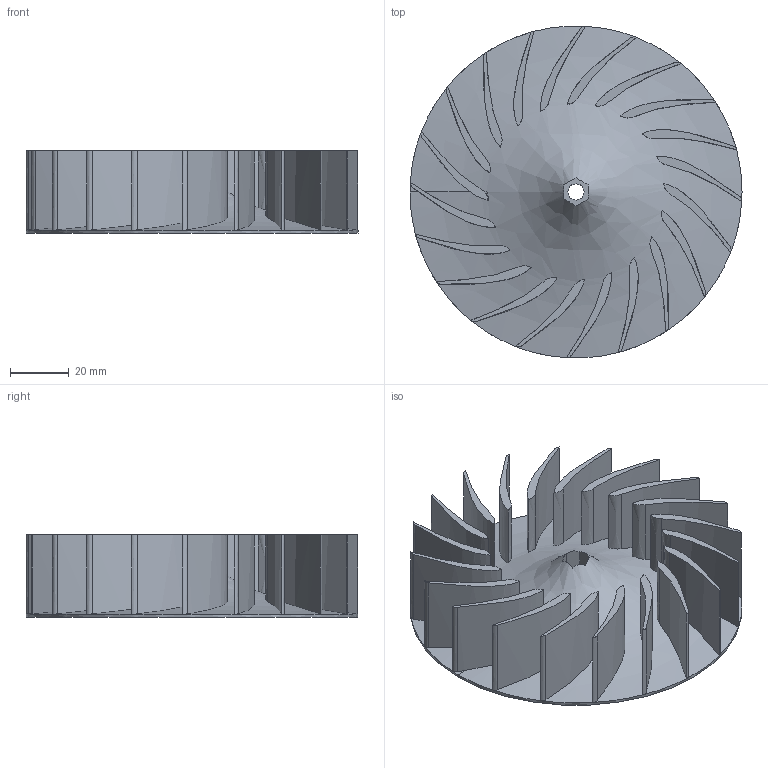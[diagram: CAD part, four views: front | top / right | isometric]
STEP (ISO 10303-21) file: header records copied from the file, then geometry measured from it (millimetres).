
FILE_DESCRIPTION(/* description */ (''),/* implementation_level */ '2;1');
FILE_NAME(/* name */ 'Blower V5 v1.step',/* time_stamp */ '2020-04-24T12:35:41+02:00',/* author */ (''),/* organization */ (''),/* preprocessor_version */ 'ST-DEVELOPER v18.1',/* originating_system */ 'Autodesk Translation Framework v9.2.0.1227',/* authorisation */ '');
FILE_SCHEMA (('AUTOMOTIVE_DESIGN { 1 0 10303 214 3 1 1 }'));
Length unit declared in the file: millimetre
Products named in the file (2): Blower V5; propellerV2
Assembly tree (1 placements, depth 2):
  Blower V5
    propellerV2
Bounding box: 113 x 113 x 28 mm (x, y, z)
Volume: 78930.5 mm3; surface area: 54648.5 mm2
Topology: 1 solids, 1 shells, 113 faces, 314 edges, 203 vertices
Faces by surface type: bspline 83, plane 28, cylinder 2
Full cylindrical faces by diameter (mm): 5.5 x1, 113 x1
Entity records: 7349 total; most frequent: CARTESIAN_POINT 5139, ORIENTED_EDGE 628, EDGE_CURVE 314, B_SPLINE_CURVE_WITH_KNOTS 229, VERTEX_POINT 203, DIRECTION 173, EDGE_LOOP 115, FACE_OUTER_BOUND 113
